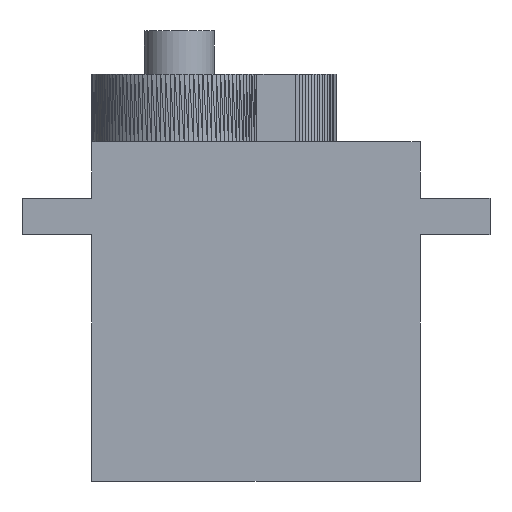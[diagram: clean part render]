
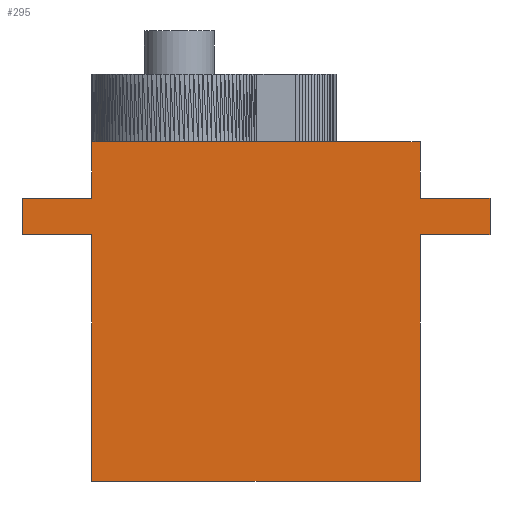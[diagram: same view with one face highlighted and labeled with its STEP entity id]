
A CAD part, front view. The second image highlights one B-rep face of the part: STEP entity #295.
In plain terms, the highlighted planar face has unit normal (0, -1, 0).
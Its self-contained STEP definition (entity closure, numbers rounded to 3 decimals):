
#295=ADVANCED_FACE('',(#2090),#2092,.T.);
#2090=FACE_BOUND('',#2091,.T.);
#2091=EDGE_LOOP('',(#3754,#3755,#3756,#3757,#3758,#3759,#3760,#3761,#3762,#3763,
#3764,#3765,#3766));
#2092=PLANE('',#2093);
#2093=AXIS2_PLACEMENT_3D('',#2094,#2095,#2096);
#2094=CARTESIAN_POINT('',(0.,0.5,23.3));
#2095=DIRECTION('',(0.,-1.,0.));
#2096=DIRECTION('',(0.,0.,-1.));
#3754=ORIENTED_EDGE('',*,*,#4902,.F.);
#3755=ORIENTED_EDGE('',*,*,#4903,.F.);
#3756=ORIENTED_EDGE('',*,*,#4904,.T.);
#3757=ORIENTED_EDGE('',*,*,#4905,.T.);
#3758=ORIENTED_EDGE('',*,*,#4906,.F.);
#3759=ORIENTED_EDGE('',*,*,#4907,.F.);
#3760=ORIENTED_EDGE('',*,*,#4908,.F.);
#3761=ORIENTED_EDGE('',*,*,#4909,.F.);
#3762=ORIENTED_EDGE('',*,*,#4910,.F.);
#3763=ORIENTED_EDGE('',*,*,#4911,.T.);
#3764=ORIENTED_EDGE('',*,*,#4912,.F.);
#3765=ORIENTED_EDGE('',*,*,#4840,.T.);
#3766=ORIENTED_EDGE('',*,*,#4913,.T.);
#4840=EDGE_CURVE('',#5926,#5819,#5927,.T.);
#4902=EDGE_CURVE('',#5991,#5992,#5993,.T.);
#4903=EDGE_CURVE('',#5994,#5991,#5995,.T.);
#4904=EDGE_CURVE('',#5994,#5996,#5997,.T.);
#4905=EDGE_CURVE('',#5996,#5998,#5999,.T.);
#4906=EDGE_CURVE('',#6000,#5998,#6001,.T.);
#4907=EDGE_CURVE('',#6002,#6000,#6003,.T.);
#4908=EDGE_CURVE('',#6004,#6002,#6005,.T.);
#4909=EDGE_CURVE('',#6006,#6004,#6007,.T.);
#4910=EDGE_CURVE('',#6008,#6006,#6009,.T.);
#4911=EDGE_CURVE('',#6008,#6010,#6011,.T.);
#4912=EDGE_CURVE('',#5926,#6010,#6012,.T.);
#4913=EDGE_CURVE('',#5819,#5992,#6013,.T.);
#5819=VERTEX_POINT('',#7848);
#5926=VERTEX_POINT('',#8125);
#5927=LINE('',#8126,#8127);
#5991=VERTEX_POINT('',#8314);
#5992=VERTEX_POINT('',#8315);
#5993=LINE('',#8316,#8317);
#5994=VERTEX_POINT('',#8319);
#5995=LINE('',#8320,#8321);
#5996=VERTEX_POINT('',#8323);
#5997=LINE('',#8324,#8325);
#5998=VERTEX_POINT('',#8327);
#5999=LINE('',#8328,#8329);
#6000=VERTEX_POINT('',#8331);
#6001=LINE('',#8332,#8333);
#6002=VERTEX_POINT('',#8335);
#6003=LINE('',#8336,#8337);
#6004=VERTEX_POINT('',#8339);
#6005=LINE('',#8340,#8341);
#6006=VERTEX_POINT('',#8343);
#6007=LINE('',#8344,#8345);
#6008=VERTEX_POINT('',#8347);
#6009=LINE('',#8348,#8349);
#6010=VERTEX_POINT('',#8351);
#6011=LINE('',#8352,#8353);
#6012=LINE('',#8355,#8356);
#6013=LINE('',#8358,#8359);
#7848=CARTESIAN_POINT('',(6.,0.5,23.3));
#8125=CARTESIAN_POINT('',(22.5,0.5,23.3));
#8126=CARTESIAN_POINT('',(22.5,0.5,23.3));
#8127=VECTOR('',#8128,1.);
#8128=DIRECTION('',(-1.,0.,0.));
#8314=CARTESIAN_POINT('',(0.,0.5,19.4));
#8315=CARTESIAN_POINT('',(0.,0.5,23.3));
#8316=CARTESIAN_POINT('',(0.,0.5,19.4));
#8317=VECTOR('',#8318,1.);
#8318=DIRECTION('',(0.,0.,1.));
#8319=CARTESIAN_POINT('',(-4.8,0.5,19.4));
#8320=CARTESIAN_POINT('',(-4.8,0.5,19.4));
#8321=VECTOR('',#8322,1.);
#8322=DIRECTION('',(1.,0.,0.));
#8323=CARTESIAN_POINT('',(-4.8,0.5,16.9));
#8324=CARTESIAN_POINT('',(-4.8,0.5,19.4));
#8325=VECTOR('',#8326,1.);
#8326=DIRECTION('',(0.,0.,-1.));
#8327=CARTESIAN_POINT('',(0.,0.5,16.9));
#8328=CARTESIAN_POINT('',(-4.8,0.5,16.9));
#8329=VECTOR('',#8330,1.);
#8330=DIRECTION('',(1.,0.,0.));
#8331=CARTESIAN_POINT('',(0.,0.5,0.));
#8332=CARTESIAN_POINT('',(0.,0.5,0.));
#8333=VECTOR('',#8334,1.);
#8334=DIRECTION('',(0.,0.,1.));
#8335=CARTESIAN_POINT('',(22.5,0.5,0.));
#8336=CARTESIAN_POINT('',(22.5,0.5,0.));
#8337=VECTOR('',#8338,1.);
#8338=DIRECTION('',(-1.,0.,0.));
#8339=CARTESIAN_POINT('',(22.5,0.5,16.9));
#8340=CARTESIAN_POINT('',(22.5,0.5,16.9));
#8341=VECTOR('',#8342,1.);
#8342=DIRECTION('',(0.,0.,-1.));
#8343=CARTESIAN_POINT('',(27.3,0.5,16.9));
#8344=CARTESIAN_POINT('',(27.3,0.5,16.9));
#8345=VECTOR('',#8346,1.);
#8346=DIRECTION('',(-1.,0.,0.));
#8347=CARTESIAN_POINT('',(27.3,0.5,19.4));
#8348=CARTESIAN_POINT('',(27.3,0.5,19.4));
#8349=VECTOR('',#8350,1.);
#8350=DIRECTION('',(0.,0.,-1.));
#8351=CARTESIAN_POINT('',(22.5,0.5,19.4));
#8352=CARTESIAN_POINT('',(27.3,0.5,19.4));
#8353=VECTOR('',#8354,1.);
#8354=DIRECTION('',(-1.,0.,0.));
#8355=CARTESIAN_POINT('',(22.5,0.5,23.3));
#8356=VECTOR('',#8357,1.);
#8357=DIRECTION('',(0.,0.,-1.));
#8358=CARTESIAN_POINT('',(6.,0.5,23.3));
#8359=VECTOR('',#8360,1.);
#8360=DIRECTION('',(-1.,0.,0.));
